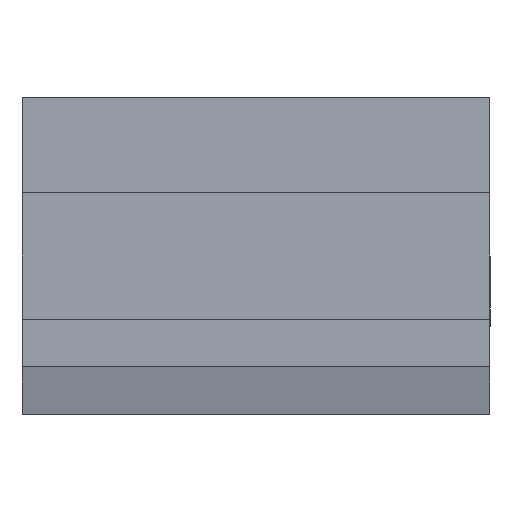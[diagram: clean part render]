
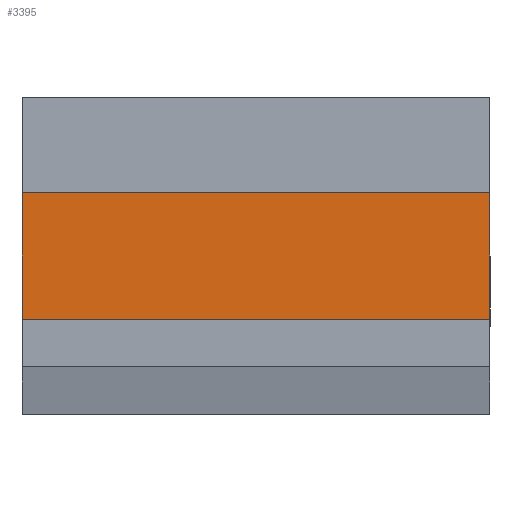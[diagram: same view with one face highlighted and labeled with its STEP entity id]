
A CAD part, front view. The second image highlights one B-rep face of the part: STEP entity #3395.
In plain terms, the highlighted planar face has unit normal (0, -1, 0).
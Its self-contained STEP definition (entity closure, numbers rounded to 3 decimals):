
#368 = LINE ( 'NONE', #8332, #10489 ) ;
#686 = LINE ( 'NONE', #7357, #5653 ) ;
#1003 = VERTEX_POINT ( 'NONE', #10134 ) ;
#1042 = AXIS2_PLACEMENT_3D ( 'NONE', #3272, #10057, #4236 ) ;
#1419 = DIRECTION ( 'NONE',  ( 1., 0., 0. ) ) ;
#1505 = ORIENTED_EDGE ( 'NONE', *, *, #6246, .T. ) ;
#2753 = ORIENTED_EDGE ( 'NONE', *, *, #6282, .F. ) ;
#3272 = CARTESIAN_POINT ( 'NONE',  ( -89.55, -6.582, 151. ) ) ;
#3395 = ADVANCED_FACE ( 'NONE', ( #9095 ), #10024, .T. ) ;
#3446 = CARTESIAN_POINT ( 'NONE',  ( -89.55, -6.582, 0. ) ) ;
#3860 = EDGE_LOOP ( 'NONE', ( #11000, #1505, #12104, #2753 ) ) ;
#3887 = CARTESIAN_POINT ( 'NONE',  ( -89.55, -6.582, 115. ) ) ;
#4192 = CARTESIAN_POINT ( 'NONE',  ( 43.45, -6.582, 115. ) ) ;
#4236 = DIRECTION ( 'NONE',  ( 0., 0., -1. ) ) ;
#4407 = DIRECTION ( 'NONE',  ( 0., 0., 1. ) ) ;
#5653 = VECTOR ( 'NONE', #6448, 1000. ) ;
#5965 = LINE ( 'NONE', #3446, #8222 ) ;
#6246 = EDGE_CURVE ( 'NONE', #7933, #8541, #8526, .T. ) ;
#6263 = EDGE_CURVE ( 'NONE', #7933, #1003, #5965, .T. ) ;
#6279 = EDGE_CURVE ( 'NONE', #8541, #11954, #368, .T. ) ;
#6282 = EDGE_CURVE ( 'NONE', #1003, #11954, #686, .T. ) ;
#6448 = DIRECTION ( 'NONE',  ( 1., 0., 0. ) ) ;
#7357 = CARTESIAN_POINT ( 'NONE',  ( -89.55, -6.582, 151. ) ) ;
#7933 = VERTEX_POINT ( 'NONE', #3887 ) ;
#8222 = VECTOR ( 'NONE', #4407, 1000. ) ;
#8281 = CARTESIAN_POINT ( 'NONE',  ( -89.55, -6.582, 115. ) ) ;
#8332 = CARTESIAN_POINT ( 'NONE',  ( 43.45, -6.582, 0. ) ) ;
#8526 = LINE ( 'NONE', #8281, #11121 ) ;
#8541 = VERTEX_POINT ( 'NONE', #4192 ) ;
#9095 = FACE_OUTER_BOUND ( 'NONE', #3860, .T. ) ;
#10024 = PLANE ( 'NONE',  #1042 ) ;
#10057 = DIRECTION ( 'NONE',  ( 0., -1., 0. ) ) ;
#10134 = CARTESIAN_POINT ( 'NONE',  ( -89.55, -6.582, 151. ) ) ;
#10489 = VECTOR ( 'NONE', #11265, 1000. ) ;
#11000 = ORIENTED_EDGE ( 'NONE', *, *, #6263, .F. ) ;
#11121 = VECTOR ( 'NONE', #1419, 1000. ) ;
#11265 = DIRECTION ( 'NONE',  ( 0., 0., 1. ) ) ;
#11954 = VERTEX_POINT ( 'NONE', #12405 ) ;
#12104 = ORIENTED_EDGE ( 'NONE', *, *, #6279, .T. ) ;
#12405 = CARTESIAN_POINT ( 'NONE',  ( 43.45, -6.582, 151. ) ) ;
